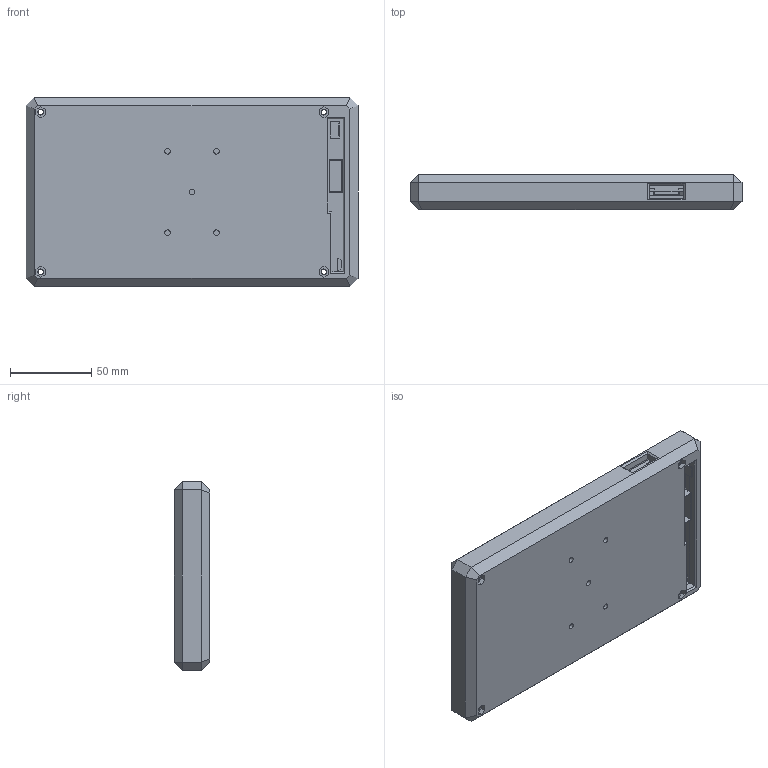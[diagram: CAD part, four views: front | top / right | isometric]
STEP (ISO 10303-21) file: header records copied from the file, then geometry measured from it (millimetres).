
FILE_DESCRIPTION(/* description */ (''),/* implementation_level */ '2;1');
FILE_NAME(/* name */ 'PanelDue_7i_Case v15.step',/* time_stamp */ '2021-10-15T10:46:11+02:00',/* author */ (''),/* organization */ (''),/* preprocessor_version */ 'ST-DEVELOPER v18.1',/* originating_system */ 'Autodesk Translation Framework v10.10.0.1391',/* authorisation */ '');
FILE_SCHEMA (('AUTOMOTIVE_DESIGN { 1 0 10303 214 3 1 1 }'));
Length unit declared in the file: millimetre
Products named in the file (3): PanelDue_7i_Case; Rear; PanelDue 7i
Assembly tree (2 placements, depth 2):
  PanelDue_7i_Case
    Rear
    PanelDue 7i
Bounding box: 204 x 21.75 x 116 mm (x, y, z)
Volume: 291497.8 mm3; surface area: 131948.3 mm2
Topology: 3 solids, 3 shells, 369 faces, 1255 edges, 989 vertices
Faces by surface type: plane 312, cylinder 44, cone 10, torus 3
Full cylindrical faces by diameter (mm): 2 x1, 3 x2, 3.2 x4, 3.4 x13, 5.5 x4, 6 x8, 6.3 x3, 12 x1, 12.15 x1, 15 x1
Entity records: 16955 total; most frequent: CARTESIAN_POINT 5618, ORIENTED_EDGE 2510, DIRECTION 1908, EDGE_CURVE 1255, VERTEX_POINT 989, LINE 916, VECTOR 916, EDGE_LOOP 518
